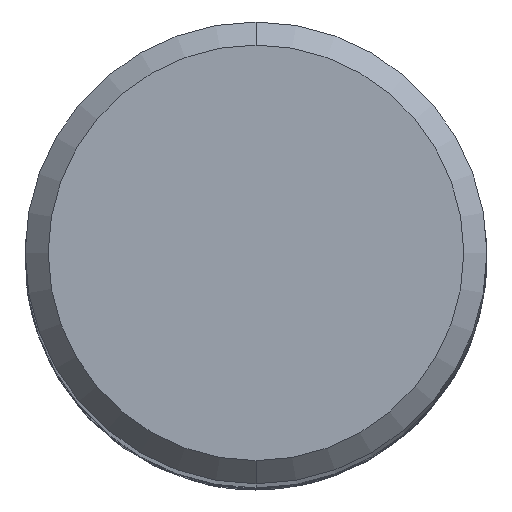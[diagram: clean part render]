
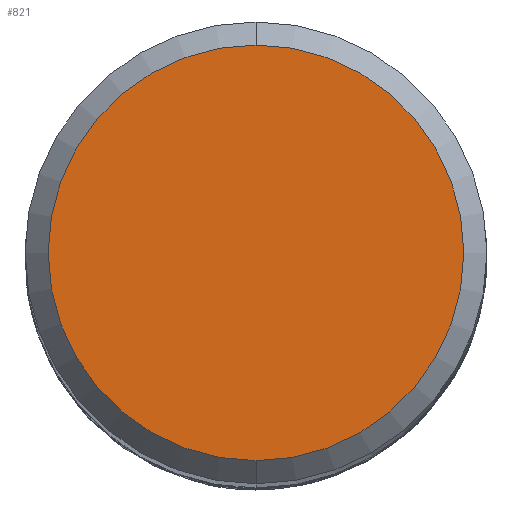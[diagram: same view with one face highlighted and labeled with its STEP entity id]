
A CAD part, top view. The second image highlights one B-rep face of the part: STEP entity #821.
In plain terms, the highlighted planar face has unit normal (0, 0, 1).
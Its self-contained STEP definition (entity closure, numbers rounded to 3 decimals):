
#821=ADVANCED_FACE('',(#2210),#2211,.T.);
#1269=EDGE_CURVE('',#2013,#1887,#2701,.T.);
#1475=EDGE_CURVE('',#1887,#2013,#2929,.T.);
#1887=VERTEX_POINT('',#3376);
#2013=VERTEX_POINT('',#3511);
#2210=FACE_OUTER_BOUND('',#5060,.T.);
#2211=PLANE('',#5061);
#2701=CIRCLE('',#11275,3.6);
#2929=CIRCLE('',#13556,3.6);
#3376=CARTESIAN_POINT('',(0.0,3.6,0.0));
#3511=CARTESIAN_POINT('',(0.,-3.6,0.0));
#5060=EDGE_LOOP('',(#20915,#20916));
#5061=AXIS2_PLACEMENT_3D('',#20917,#20918,#20919);
#11275=AXIS2_PLACEMENT_3D('',#21427,#21428,#21429);
#13556=AXIS2_PLACEMENT_3D('',#21656,#21657,#21658);
#20915=ORIENTED_EDGE('',*,*,#1475,.F.);
#20916=ORIENTED_EDGE('',*,*,#1269,.F.);
#20917=CARTESIAN_POINT('',(0.0,1.8,0.0));
#20918=DIRECTION('',(-0.0,0.0,1.0));
#20919=DIRECTION('',(0.0,-1.0,0.0));
#21427=CARTESIAN_POINT('',(0.0,0.0,0.0));
#21428=DIRECTION('',(0.0,0.0,-1.0));
#21429=DIRECTION('',(0.0,1.0,0.0));
#21656=CARTESIAN_POINT('',(0.0,0.0,0.0));
#21657=DIRECTION('',(0.0,0.0,-1.0));
#21658=DIRECTION('',(0.0,1.0,0.0));
